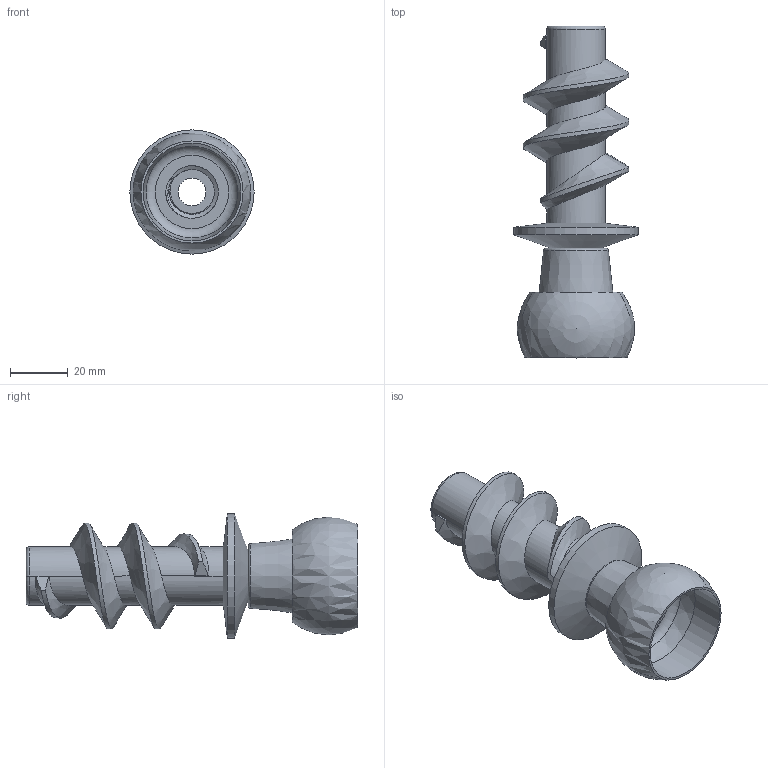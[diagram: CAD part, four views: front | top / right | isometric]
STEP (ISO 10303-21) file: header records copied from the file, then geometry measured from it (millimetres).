
FILE_DESCRIPTION(/* description */ (''),/* implementation_level */ '2;1');
FILE_NAME(/* name */ 'pool v1.step',/* time_stamp */ '2023-09-27T17:41:57-04:00',/* author */ (''),/* organization */ (''),/* preprocessor_version */ 'ST-DEVELOPER v20',/* originating_system */ 'Autodesk Translation Framework v12.14.0.127',/* authorisation */ '');
FILE_SCHEMA (('AUTOMOTIVE_DESIGN { 1 0 10303 214 3 1 1 }'));
Length unit declared in the file: inch
Products named in the file (3): pool; Component3; Component4
Assembly tree (2 placements, depth 2):
  pool
    Component3
    Component4
Bounding box: 43.18 x 115.28 x 43.18 mm (x, y, z)
Volume: 41121.8 mm3; surface area: 24583.6 mm2
Topology: 2 solids, 2 shells, 78 faces, 198 edges, 126 vertices
Faces by surface type: cylinder 41, bspline 18, plane 9, torus 5, cone 4, sphere 1
Full cylindrical faces by diameter (mm): 9.652 x1, 14.938 x5, 15.24 x1, 15.519 x5, 17.791 x5, 18.293 x6, 33.964 x1, 43.18 x1
Entity records: 6702 total; most frequent: CARTESIAN_POINT 4962, ORIENTED_EDGE 392, DIRECTION 266, EDGE_CURVE 196, VERTEX_POINT 126, AXIS2_PLACEMENT_3D 108, B_SPLINE_CURVE_WITH_KNOTS 103, EDGE_LOOP 86
